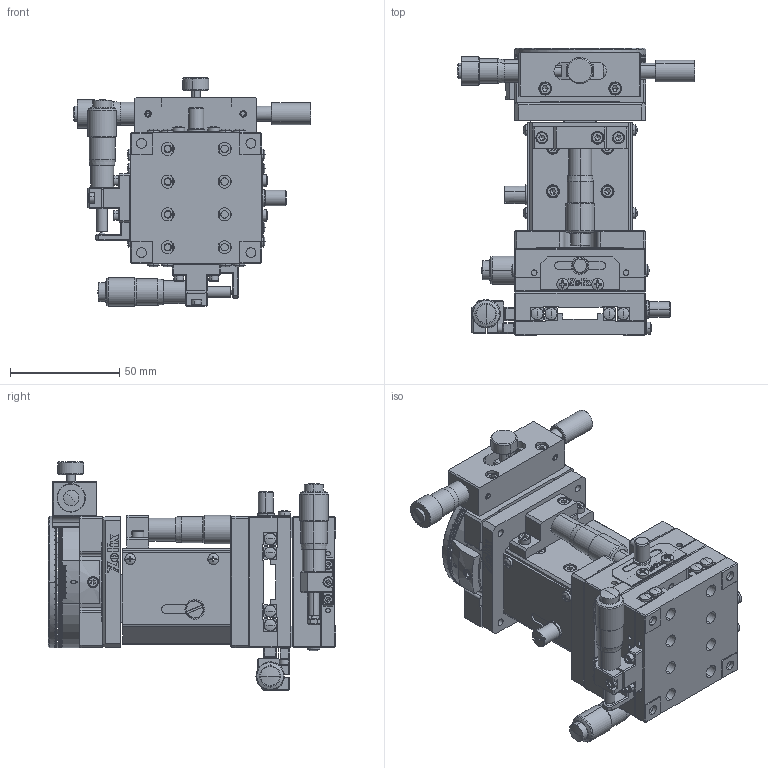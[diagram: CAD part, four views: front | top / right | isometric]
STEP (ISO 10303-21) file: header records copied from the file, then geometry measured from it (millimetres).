
FILE_DESCRIPTION (( 'STEP AP214' ), '1' );
FILE_NAME ('AAK4-60L.STEP', '2020-12-18T09:19:13', ( '' ), ( '' ), 'SwSTEP 2.0', 'SolidWorks 2017', '' );
FILE_SCHEMA (( 'AUTOMOTIVE_DESIGN' ));
Length unit declared in the file: millimetre
Products named in the file (1): AAK4-60L
Bounding box: 108.57 x 131.5 x 104.52 mm (x, y, z)
Surface area: 135388.9 mm2 (no closed solid volume)
Topology: 0 solids, 155 shells, 3033 faces, 12077 edges, 8510 vertices
Faces by surface type: plane 1968, cylinder 601, cone 260, torus 138, bspline 40, sphere 26
Entity records: 159423 total; most frequent: CARTESIAN_POINT 26002, DIRECTION 21176, ORIENTED_EDGE 18511, EDGE_CURVE 11915, VERTEX_POINT 8504, VECTOR 8132, LINE 8132, AXIS2_PLACEMENT_3D 6522
